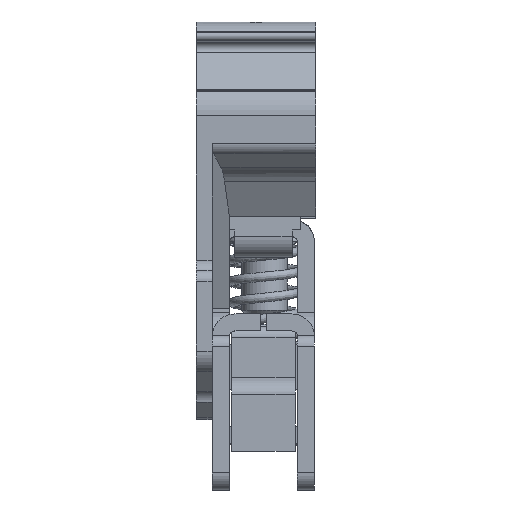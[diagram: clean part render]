
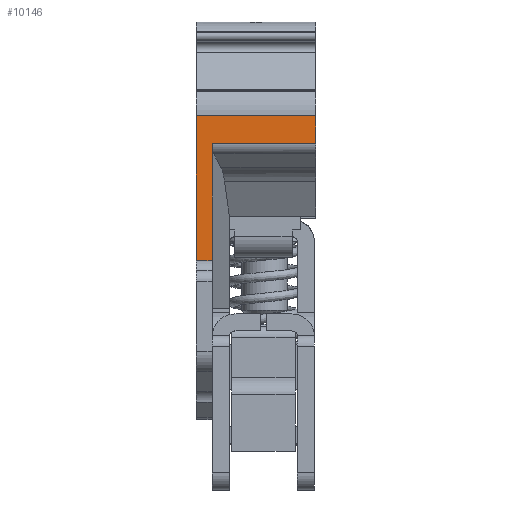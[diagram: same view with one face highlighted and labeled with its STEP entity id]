
A CAD part, left-side view. The second image highlights one B-rep face of the part: STEP entity #10146.
In plain terms, the highlighted planar face has unit normal (-1, 0, 0).
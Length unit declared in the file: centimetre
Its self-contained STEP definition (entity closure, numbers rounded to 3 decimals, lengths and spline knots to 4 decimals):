
#1187=FACE_OUTER_BOUND('',#1791,.T.);
#1791=EDGE_LOOP('',(#8834,#8835,#8836,#8837,#8838,#8839));
#2527=LINE('',#21286,#3532);
#2662=LINE('',#21699,#3667);
#2665=LINE('',#21707,#3670);
#2702=LINE('',#21818,#3707);
#2735=LINE('',#21888,#3740);
#2736=LINE('',#21890,#3741);
#3532=VECTOR('',#12866,1.2757);
#3667=VECTOR('',#13271,1.0299);
#3670=VECTOR('',#13280,0.91);
#3707=VECTOR('',#13385,0.2458);
#3740=VECTOR('',#13492,0.14);
#3741=VECTOR('',#13495,1.05);
#4553=VERTEX_POINT('',#21134);
#4616=VERTEX_POINT('',#21283);
#4617=VERTEX_POINT('',#21285);
#4748=VERTEX_POINT('',#21697);
#4750=VERTEX_POINT('',#21705);
#4790=VERTEX_POINT('',#21816);
#5881=EDGE_CURVE('',#4616,#4617,#2527,.T.);
#6079=EDGE_CURVE('',#4748,#4553,#2662,.T.);
#6083=EDGE_CURVE('',#4748,#4750,#2665,.T.);
#6139=EDGE_CURVE('',#4750,#4790,#2702,.T.);
#6174=EDGE_CURVE('',#4616,#4553,#2735,.T.);
#6175=EDGE_CURVE('',#4617,#4790,#2736,.T.);
#8834=ORIENTED_EDGE('',*,*,#6083,.T.);
#8835=ORIENTED_EDGE('',*,*,#6139,.T.);
#8836=ORIENTED_EDGE('',*,*,#6175,.F.);
#8837=ORIENTED_EDGE('',*,*,#5881,.F.);
#8838=ORIENTED_EDGE('',*,*,#6174,.T.);
#8839=ORIENTED_EDGE('',*,*,#6079,.F.);
#9630=PLANE('',#11008);
#10146=ADVANCED_FACE('',(#1187),#9630,.T.);
#11008=AXIS2_PLACEMENT_3D('',#21889,#13493,#13494);
#12866=DIRECTION('',(0.,0.,1.));
#13271=DIRECTION('',(0.,0.,-1.));
#13280=DIRECTION('',(0.,-1.,0.));
#13385=DIRECTION('',(0.,0.,1.));
#13492=DIRECTION('',(0.,-1.,0.));
#13493=DIRECTION('center_axis',(-1.,0.,0.));
#13494=DIRECTION('ref_axis',(0.,-1.,0.));
#13495=DIRECTION('',(0.,-1.,0.));
#21134=CARTESIAN_POINT('',(-1.9,-0.14,1.4));
#21283=CARTESIAN_POINT('',(-1.9,0.,1.4));
#21285=CARTESIAN_POINT('',(-1.9,0.,2.6757));
#21286=CARTESIAN_POINT('',(-1.9,0.,1.4));
#21697=CARTESIAN_POINT('',(-1.9,-0.14,2.4299));
#21699=CARTESIAN_POINT('',(-1.9,-0.14,2.0277));
#21705=CARTESIAN_POINT('',(-1.9,-1.05,2.4299));
#21707=CARTESIAN_POINT('',(-1.9,-0.14,2.4299));
#21816=CARTESIAN_POINT('',(-1.9,-1.05,2.6757));
#21818=CARTESIAN_POINT('',(-1.9,-1.05,2.6757));
#21888=CARTESIAN_POINT('',(-1.9,0.,1.4));
#21889=CARTESIAN_POINT('Origin',(-1.9,0.,2.4299));
#21890=CARTESIAN_POINT('',(-1.9,0.,2.6757));
